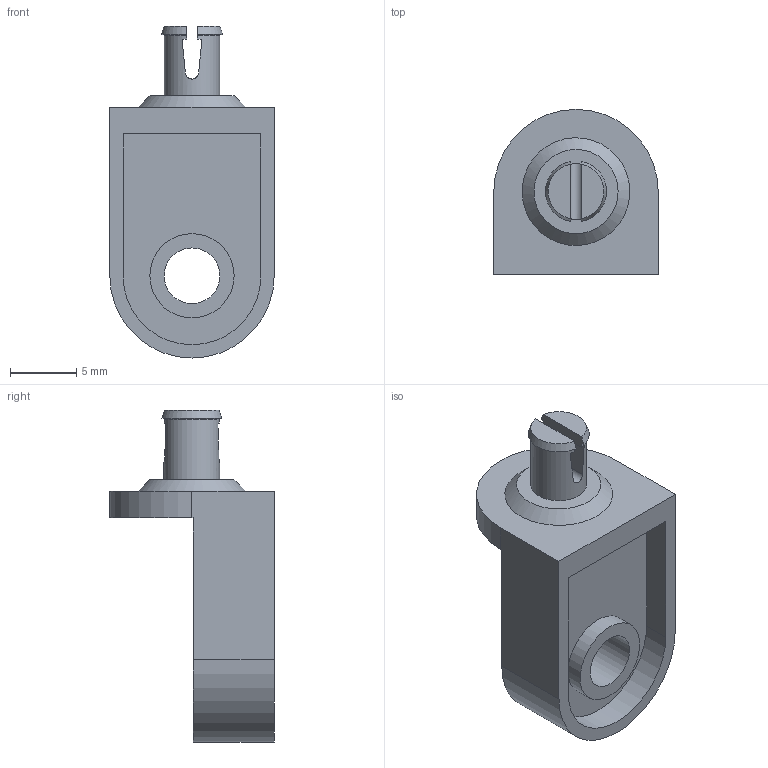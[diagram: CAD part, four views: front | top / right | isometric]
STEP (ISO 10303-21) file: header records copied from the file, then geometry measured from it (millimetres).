
FILE_DESCRIPTION((''),'2;1');
FILE_NAME('228-2500-130 Rev4.stp','2014-01-15T17:16:56',('jessica_knerr'),(''),'Autodesk Inventor 2013','Autodesk Inventor 2013','');
FILE_SCHEMA(('AUTOMOTIVE_DESIGN { 1 0 10303 214 1 1 1 1 }'));
Length unit declared in the file: millimetre
Products named in the file (1): 228-2500-130 Rev4
Bounding box: 12.4 x 12.43 x 25.04 mm (x, y, z)
Volume: 933 mm3; surface area: 1310.9 mm2
Topology: 1 solids, 1 shells, 38 faces, 94 edges, 63 vertices
Faces by surface type: plane 24, cylinder 9, cone 5
Full cylindrical faces by diameter (mm): 4.2 x2, 6.35 x2
Entity records: 1168 total; most frequent: CARTESIAN_POINT 237, DIRECTION 186, ORIENTED_EDGE 174, EDGE_CURVE 87, AXIS2_PLACEMENT_3D 70, VERTEX_POINT 61, EDGE_LOOP 50, VECTOR 46
